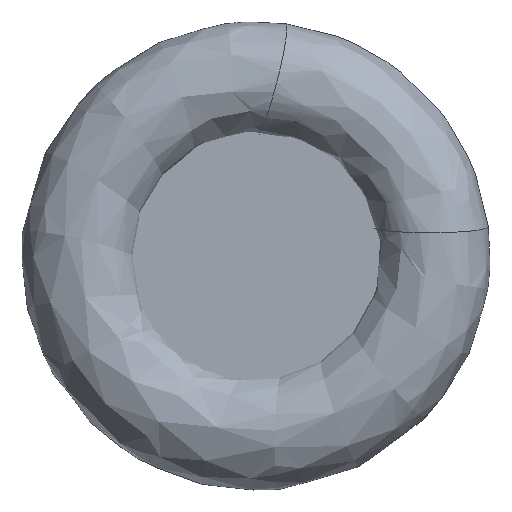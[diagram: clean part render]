
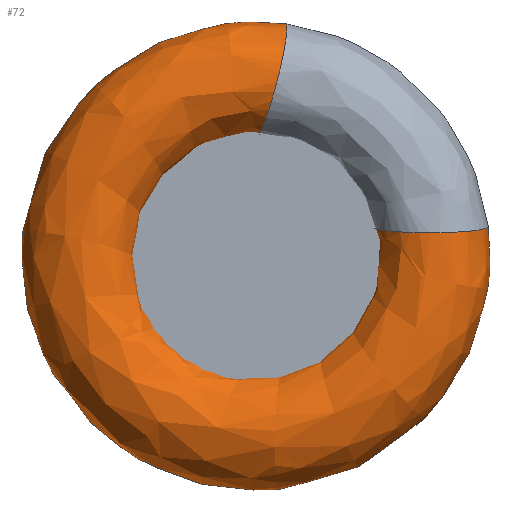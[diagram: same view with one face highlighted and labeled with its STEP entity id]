
A CAD part, left-side view. The second image highlights one B-rep face of the part: STEP entity #72.
In plain terms, the highlighted free-form (B-spline) face has degree [3, 3] with [7, 7] control points.
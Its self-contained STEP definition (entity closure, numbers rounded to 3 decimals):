
#72=ADVANCED_FACE('',(#94,#95),#92,.F.);
#92=(
BOUNDED_SURFACE()
B_SPLINE_SURFACE(3,3,((#382,#383,#384,#385,#386,#387,#388),(#389,#390,#391,
#392,#393,#394,#395),(#396,#397,#398,#399,#400,#401,#402),(#403,#404,#405,
#406,#407,#408,#409),(#410,#411,#412,#413,#414,#415,#416),(#417,#418,#419,
#420,#421,#422,#423),(#424,#425,#426,#427,#428,#429,#430)),
 .UNSPECIFIED.,.T.,.F.,.F.)
B_SPLINE_SURFACE_WITH_KNOTS((1,3,3,3,1),(4,3,4),(-0.5,0.,0.5,1.,1.5),(0.,
0.5,1.),.UNSPECIFIED.)
GEOMETRIC_REPRESENTATION_ITEM()
RATIONAL_B_SPLINE_SURFACE(((1.,0.549,0.549,1.,0.549,
0.549,1.),(0.333,0.183,0.183,
0.333,0.183,0.183,0.333),
(0.333,0.183,0.183,0.333,
0.183,0.183,0.333),(1.,0.549,
0.549,1.,0.549,0.549,1.),(0.333,
0.183,0.183,0.333,0.183,
0.183,0.333),(0.333,0.183,
0.183,0.333,0.183,0.183,
0.333),(1.,0.549,0.549,1.,0.549,
0.549,1.)))
REPRESENTATION_ITEM('')
SURFACE()
);
#94=FACE_BOUND('',#130,.T.);
#95=FACE_BOUND('',#131,.T.);
#130=EDGE_LOOP('',(#168));
#131=EDGE_LOOP('',(#169));
#168=ORIENTED_EDGE('',*,*,#225,.F.);
#169=ORIENTED_EDGE('',*,*,#226,.F.);
#206=VERTEX_POINT('',#379);
#207=VERTEX_POINT('',#381);
#225=EDGE_CURVE('',#206,#206,#244,.T.);
#226=EDGE_CURVE('',#207,#207,#245,.T.);
#244=CIRCLE('',#264,5.);
#245=CIRCLE('',#265,5.);
#264=AXIS2_PLACEMENT_3D('',#378,#303,#304);
#265=AXIS2_PLACEMENT_3D('',#380,#305,#306);
#303=DIRECTION('',(0.105,-0.962,-0.25));
#304=DIRECTION('',(0.995,0.101,0.026));
#305=DIRECTION('',(-0.105,0.,0.995));
#306=DIRECTION('',(0.995,0.,0.105));
#378=CARTESIAN_POINT('',(4.973,-1.295,14.997));
#379=CARTESIAN_POINT('',(9.945,-0.789,15.128));
#380=CARTESIAN_POINT('',(4.973,-14.84,2.523));
#381=CARTESIAN_POINT('',(9.945,-14.84,3.045));
#382=CARTESIAN_POINT('',(9.945,-14.84,3.045));
#383=CARTESIAN_POINT('',(9.945,-18.341,-14.015));
#384=CARTESIAN_POINT('',(9.945,-3.327,-22.841));
#385=CARTESIAN_POINT('',(9.945,9.877,-11.486));
#386=CARTESIAN_POINT('',(9.945,23.082,-0.13));
#387=CARTESIAN_POINT('',(9.945,16.603,16.036));
#388=CARTESIAN_POINT('',(9.945,-0.789,15.128));
#389=CARTESIAN_POINT('',(9.945,-4.84,3.045));
#390=CARTESIAN_POINT('',(9.945,-8.341,-2.519));
#391=CARTESIAN_POINT('',(9.945,-4.207,-7.63));
#392=CARTESIAN_POINT('',(9.945,1.966,-5.369));
#393=CARTESIAN_POINT('',(9.945,8.139,-3.109));
#394=CARTESIAN_POINT('',(9.945,7.995,3.463));
#395=CARTESIAN_POINT('',(9.945,1.729,5.45));
#396=CARTESIAN_POINT('',(0.,-4.84,2.));
#397=CARTESIAN_POINT('',(0.,-7.139,-3.564));
#398=CARTESIAN_POINT('',(0.,-2.617,-7.538));
#399=CARTESIAN_POINT('',(0.,2.605,-4.542));
#400=CARTESIAN_POINT('',(0.,7.828,-1.547));
#401=CARTESIAN_POINT('',(0.,6.681,4.363));
#402=CARTESIAN_POINT('',(0.,0.717,5.187));
#403=CARTESIAN_POINT('',(0.,-14.84,2.));
#404=CARTESIAN_POINT('',(0.,-17.139,-15.06));
#405=CARTESIAN_POINT('',(0.,-1.737,-22.749));
#406=CARTESIAN_POINT('',(0.,10.517,-10.659));
#407=CARTESIAN_POINT('',(0.,22.771,1.432));
#408=CARTESIAN_POINT('',(0.,15.289,16.935));
#409=CARTESIAN_POINT('',(0.,-1.801,14.865));
#410=CARTESIAN_POINT('',(0.,-24.84,2.));
#411=CARTESIAN_POINT('',(0.,-27.139,-26.557));
#412=CARTESIAN_POINT('',(0.,-0.857,-37.961));
#413=CARTESIAN_POINT('',(0.,18.428,-16.775));
#414=CARTESIAN_POINT('',(0.,37.714,4.411));
#415=CARTESIAN_POINT('',(0.,23.897,29.508));
#416=CARTESIAN_POINT('',(0.,-4.319,24.543));
#417=CARTESIAN_POINT('',(9.945,-24.84,3.045));
#418=CARTESIAN_POINT('',(9.945,-28.341,-25.511));
#419=CARTESIAN_POINT('',(9.945,-2.448,-38.053));
#420=CARTESIAN_POINT('',(9.945,17.789,-17.602));
#421=CARTESIAN_POINT('',(9.945,38.025,2.849));
#422=CARTESIAN_POINT('',(9.945,25.211,28.608));
#423=CARTESIAN_POINT('',(9.945,-3.307,24.806));
#424=CARTESIAN_POINT('',(9.945,-14.84,3.045));
#425=CARTESIAN_POINT('',(9.945,-18.341,-14.015));
#426=CARTESIAN_POINT('',(9.945,-3.327,-22.841));
#427=CARTESIAN_POINT('',(9.945,9.877,-11.486));
#428=CARTESIAN_POINT('',(9.945,23.082,-0.13));
#429=CARTESIAN_POINT('',(9.945,16.603,16.036));
#430=CARTESIAN_POINT('',(9.945,-0.789,15.128));
